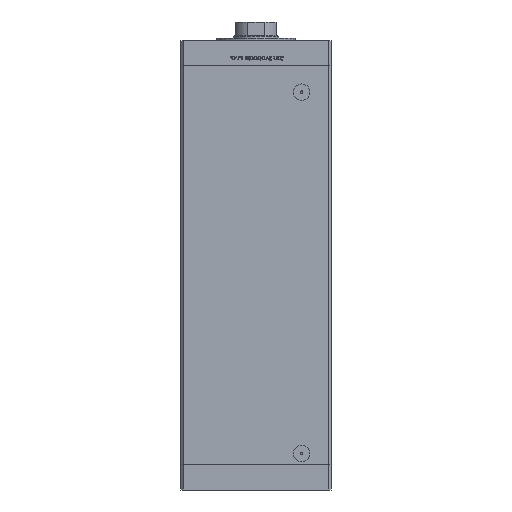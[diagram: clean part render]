
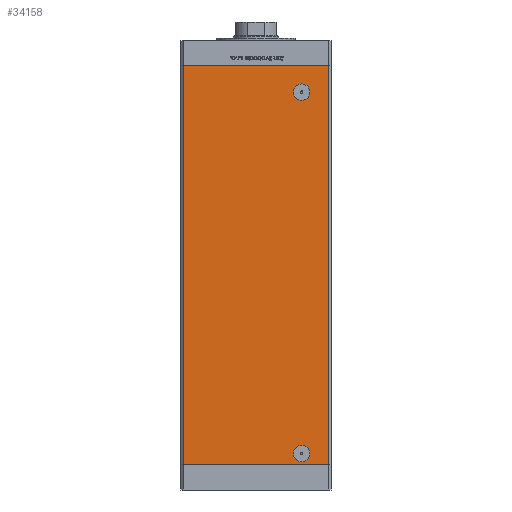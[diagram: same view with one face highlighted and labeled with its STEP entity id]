
A CAD part, front view. The second image highlights one B-rep face of the part: STEP entity #34158.
In plain terms, the highlighted planar face has unit normal (0, -1, 0).
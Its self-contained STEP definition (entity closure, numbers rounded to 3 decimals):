
#581 = CIRCLE ( 'NONE', #44344, 6.58 ) ;
#1575 = ORIENTED_EDGE ( 'NONE', *, *, #34208, .T. ) ;
#1852 = DIRECTION ( 'NONE',  ( 0., 0., -1. ) ) ;
#3962 = AXIS2_PLACEMENT_3D ( 'NONE', #4302, #20401, #19890 ) ;
#4302 = CARTESIAN_POINT ( 'NONE',  ( 36.5, -51., 297.5 ) ) ;
#5353 = CARTESIAN_POINT ( 'NONE',  ( -58., -51., 0. ) ) ;
#5374 = VERTEX_POINT ( 'NONE', #14288 ) ;
#5640 = EDGE_CURVE ( 'NONE', #25056, #33601, #581, .T. ) ;
#6792 = EDGE_CURVE ( 'NONE', #10894, #34979, #38489, .T. ) ;
#6849 = DIRECTION ( 'NONE',  ( 0., 0., -1. ) ) ;
#7319 = EDGE_CURVE ( 'NONE', #21725, #5374, #34268, .T. ) ;
#7331 = DIRECTION ( 'NONE',  ( 1., 0., 0. ) ) ;
#7427 = EDGE_CURVE ( 'NONE', #34979, #10894, #31783, .T. ) ;
#8283 = DIRECTION ( 'NONE',  ( 1., 0., 0. ) ) ;
#8542 = PLANE ( 'NONE',  #50838 ) ;
#9059 = AXIS2_PLACEMENT_3D ( 'NONE', #35567, #39532, #6849 ) ;
#10029 = CARTESIAN_POINT ( 'NONE',  ( 36.5, -51., 15.58 ) ) ;
#10459 = ORIENTED_EDGE ( 'NONE', *, *, #5640, .F. ) ;
#10894 = VERTEX_POINT ( 'NONE', #44608 ) ;
#12044 = AXIS2_PLACEMENT_3D ( 'NONE', #15534, #36313, #20003 ) ;
#14288 = CARTESIAN_POINT ( 'NONE',  ( 58., -51., 0. ) ) ;
#15534 = CARTESIAN_POINT ( 'NONE',  ( 36.5, -51., 9. ) ) ;
#17852 = CARTESIAN_POINT ( 'NONE',  ( -58., -51., 318.5 ) ) ;
#18650 = DIRECTION ( 'NONE',  ( 0., 0., -1. ) ) ;
#18955 = CARTESIAN_POINT ( 'NONE',  ( -58., -51., 318.5 ) ) ;
#19029 = CARTESIAN_POINT ( 'NONE',  ( -58., -51., 0. ) ) ;
#19890 = DIRECTION ( 'NONE',  ( 0., 0., -1. ) ) ;
#20003 = DIRECTION ( 'NONE',  ( 0., 0., -1. ) ) ;
#20401 = DIRECTION ( 'NONE',  ( 0., 1., 0. ) ) ;
#20415 = DIRECTION ( 'NONE',  ( 0., 1., 0. ) ) ;
#20449 = ORIENTED_EDGE ( 'NONE', *, *, #7319, .F. ) ;
#21725 = VERTEX_POINT ( 'NONE', #23913 ) ;
#23100 = VERTEX_POINT ( 'NONE', #40273 ) ;
#23913 = CARTESIAN_POINT ( 'NONE',  ( 58., -51., 318.5 ) ) ;
#24437 = CARTESIAN_POINT ( 'NONE',  ( 36.5, -51., 304.08 ) ) ;
#25056 = VERTEX_POINT ( 'NONE', #10029 ) ;
#25688 = ORIENTED_EDGE ( 'NONE', *, *, #7427, .T. ) ;
#26277 = VECTOR ( 'NONE', #26531, 1000. ) ;
#26531 = DIRECTION ( 'NONE',  ( 0., 0., -1. ) ) ;
#28109 = VECTOR ( 'NONE', #8283, 1000. ) ;
#28416 = EDGE_CURVE ( 'NONE', #23100, #49769, #30480, .T. ) ;
#30480 = LINE ( 'NONE', #17852, #26277 ) ;
#31483 = EDGE_CURVE ( 'NONE', #33601, #25056, #45732, .T. ) ;
#31783 = CIRCLE ( 'NONE', #9059, 6.58 ) ;
#31853 = ORIENTED_EDGE ( 'NONE', *, *, #31483, .F. ) ;
#32222 = EDGE_LOOP ( 'NONE', ( #1575, #20449, #41826, #47593 ) ) ;
#33601 = VERTEX_POINT ( 'NONE', #45952 ) ;
#34158 = ADVANCED_FACE ( 'NONE', ( #41479, #48610, #36995 ), #8542, .F. ) ;
#34208 = EDGE_CURVE ( 'NONE', #49769, #5374, #49133, .T. ) ;
#34248 = ORIENTED_EDGE ( 'NONE', *, *, #6792, .T. ) ;
#34268 = LINE ( 'NONE', #37964, #41042 ) ;
#34979 = VERTEX_POINT ( 'NONE', #24437 ) ;
#35567 = CARTESIAN_POINT ( 'NONE',  ( 36.5, -51., 297.5 ) ) ;
#36313 = DIRECTION ( 'NONE',  ( 0., -1., 0. ) ) ;
#36995 = FACE_BOUND ( 'NONE', #49280, .T. ) ;
#37964 = CARTESIAN_POINT ( 'NONE',  ( 58., -51., 318.5 ) ) ;
#38446 = LINE ( 'NONE', #18955, #50228 ) ;
#38489 = CIRCLE ( 'NONE', #3962, 6.58 ) ;
#39419 = EDGE_LOOP ( 'NONE', ( #31853, #10459 ) ) ;
#39532 = DIRECTION ( 'NONE',  ( 0., 1., 0. ) ) ;
#40273 = CARTESIAN_POINT ( 'NONE',  ( -58., -51., 318.5 ) ) ;
#41042 = VECTOR ( 'NONE', #1852, 1000. ) ;
#41479 = FACE_BOUND ( 'NONE', #39419, .T. ) ;
#41826 = ORIENTED_EDGE ( 'NONE', *, *, #46240, .F. ) ;
#42105 = DIRECTION ( 'NONE',  ( 0., -1., 0. ) ) ;
#44344 = AXIS2_PLACEMENT_3D ( 'NONE', #50780, #42105, #18650 ) ;
#44391 = DIRECTION ( 'NONE',  ( 0., 0., 1. ) ) ;
#44608 = CARTESIAN_POINT ( 'NONE',  ( 36.5, -51., 290.92 ) ) ;
#45732 = CIRCLE ( 'NONE', #12044, 6.58 ) ;
#45952 = CARTESIAN_POINT ( 'NONE',  ( 36.5, -51., 2.42 ) ) ;
#46240 = EDGE_CURVE ( 'NONE', #23100, #21725, #38446, .T. ) ;
#47593 = ORIENTED_EDGE ( 'NONE', *, *, #28416, .T. ) ;
#48610 = FACE_OUTER_BOUND ( 'NONE', #32222, .T. ) ;
#48871 = CARTESIAN_POINT ( 'NONE',  ( -58., -51., 318.5 ) ) ;
#49133 = LINE ( 'NONE', #5353, #28109 ) ;
#49280 = EDGE_LOOP ( 'NONE', ( #34248, #25688 ) ) ;
#49769 = VERTEX_POINT ( 'NONE', #19029 ) ;
#50228 = VECTOR ( 'NONE', #7331, 1000. ) ;
#50780 = CARTESIAN_POINT ( 'NONE',  ( 36.5, -51., 9. ) ) ;
#50838 = AXIS2_PLACEMENT_3D ( 'NONE', #48871, #20415, #44391 ) ;
